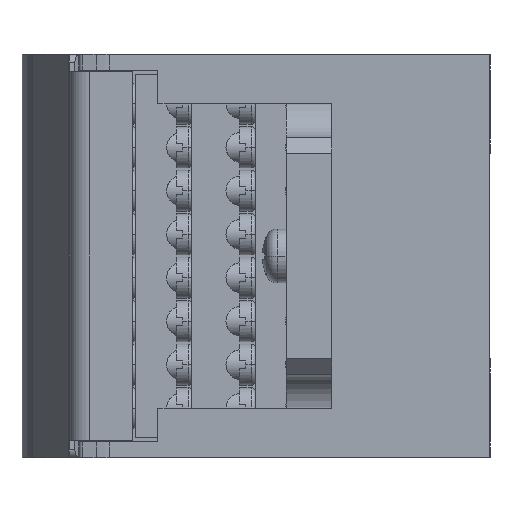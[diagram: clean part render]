
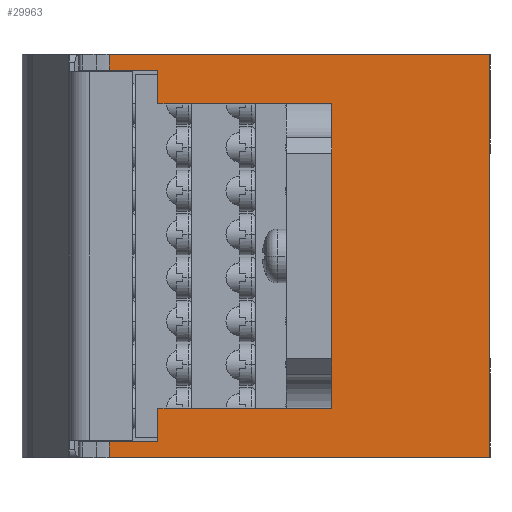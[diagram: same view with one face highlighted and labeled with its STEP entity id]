
A CAD part, left-side view. The second image highlights one B-rep face of the part: STEP entity #29963.
In plain terms, the highlighted planar face has unit normal (-1, 0, 0).
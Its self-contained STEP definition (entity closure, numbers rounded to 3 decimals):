
#1311=DIRECTION('',(0.,0.,-1.));
#1312=VECTOR('',#1311,4.25);
#1313=CARTESIAN_POINT('',(-21.,20.,-15.));
#1314=LINE('',#1313,#1312);
#1335=DIRECTION('',(0.,0.,-1.));
#1336=VECTOR('',#1335,4.25);
#1337=CARTESIAN_POINT('',(-21.,20.,19.25));
#1338=LINE('',#1337,#1336);
#8372=DIRECTION('',(0.,0.,1.));
#8373=VECTOR('',#8372,30.);
#8374=CARTESIAN_POINT('',(-21.,20.,-15.));
#8375=LINE('',#8374,#8373);
#8376=DIRECTION('',(0.,1.,0.));
#8377=VECTOR('',#8376,6.172);
#8378=CARTESIAN_POINT('',(-21.,42.,23.5));
#8379=LINE('',#8378,#8377);
#8380=DIRECTION('',(0.,0.,1.));
#8381=VECTOR('',#8380,2.);
#8382=CARTESIAN_POINT('',(-21.,48.172,23.5));
#8383=LINE('',#8382,#8381);
#8384=DIRECTION('',(0.,-1.,0.));
#8385=VECTOR('',#8384,48.172);
#8386=CARTESIAN_POINT('',(-21.,48.172,25.5));
#8387=LINE('',#8386,#8385);
#8388=DIRECTION('',(0.,0.,-1.));
#8389=VECTOR('',#8388,51.);
#8390=CARTESIAN_POINT('',(-21.,0.,25.5));
#8391=LINE('',#8390,#8389);
#8392=DIRECTION('',(0.,1.,0.));
#8393=VECTOR('',#8392,48.172);
#8394=CARTESIAN_POINT('',(-21.,0.,-25.5));
#8395=LINE('',#8394,#8393);
#8396=DIRECTION('',(0.,-1.,0.));
#8397=VECTOR('',#8396,6.172);
#8398=CARTESIAN_POINT('',(-21.,48.172,-23.5));
#8399=LINE('',#8398,#8397);
#8404=DIRECTION('',(0.,-1.,0.));
#8405=VECTOR('',#8404,22.);
#8406=CARTESIAN_POINT('',(-21.,42.,19.25));
#8407=LINE('',#8406,#8405);
#8412=DIRECTION('',(0.,0.,-1.));
#8413=VECTOR('',#8412,4.25);
#8414=CARTESIAN_POINT('',(-21.,42.,23.5));
#8415=LINE('',#8414,#8413);
#11239=DIRECTION('',(0.,0.,-1.));
#11240=VECTOR('',#11239,2.);
#11241=CARTESIAN_POINT('',(-21.,48.172,-23.5));
#11242=LINE('',#11241,#11240);
#11372=DIRECTION('',(0.,0.,-1.));
#11373=VECTOR('',#11372,4.25);
#11374=CARTESIAN_POINT('',(-21.,42.,-19.25));
#11375=LINE('',#11374,#11373);
#11392=DIRECTION('',(0.,1.,0.));
#11393=VECTOR('',#11392,22.);
#11394=CARTESIAN_POINT('',(-21.,20.,-19.25));
#11395=LINE('',#11394,#11393);
#15040=CARTESIAN_POINT('',(-21.,48.172,-25.5));
#15041=VERTEX_POINT('',#15040);
#15042=CARTESIAN_POINT('',(-21.,0.,-25.5));
#15043=VERTEX_POINT('',#15042);
#15060=CARTESIAN_POINT('',(-21.,0.,25.5));
#15061=VERTEX_POINT('',#15060);
#15062=CARTESIAN_POINT('',(-21.,48.172,25.5));
#15063=VERTEX_POINT('',#15062);
#15234=CARTESIAN_POINT('',(-21.,48.172,-23.5));
#15236=VERTEX_POINT('',#15234);
#15274=CARTESIAN_POINT('',(-21.,48.172,23.5));
#15275=VERTEX_POINT('',#15274);
#15277=CARTESIAN_POINT('',(-21.,42.,23.5));
#15279=VERTEX_POINT('',#15277);
#15304=CARTESIAN_POINT('',(-21.,42.,-23.5));
#15305=VERTEX_POINT('',#15304);
#15306=CARTESIAN_POINT('',(-21.,42.,-19.25));
#15307=VERTEX_POINT('',#15306);
#15308=CARTESIAN_POINT('',(-21.,20.,-19.25));
#15309=VERTEX_POINT('',#15308);
#15310=CARTESIAN_POINT('',(-21.,42.,19.25));
#15311=CARTESIAN_POINT('',(-21.,20.,19.25));
#15312=VERTEX_POINT('',#15310);
#15313=VERTEX_POINT('',#15311);
#18490=CARTESIAN_POINT('',(-21.,20.,-15.));
#18491=CARTESIAN_POINT('',(-21.,20.,15.));
#18492=VERTEX_POINT('',#18490);
#18493=VERTEX_POINT('',#18491);
#29931=CARTESIAN_POINT('',(-21.,24.086,0.));
#29932=DIRECTION('',(1.,0.,0.));
#29933=DIRECTION('',(0.,-1.,0.));
#29934=AXIS2_PLACEMENT_3D('',#29931,#29932,#29933);
#29935=PLANE('',#29934);
#29936=ORIENTED_EDGE('',*,*,#20462,.T.);
#29937=ORIENTED_EDGE('',*,*,#20351,.F.);
#29939=ORIENTED_EDGE('',*,*,#29938,.F.);
#29941=ORIENTED_EDGE('',*,*,#29940,.F.);
#29943=ORIENTED_EDGE('',*,*,#29942,.T.);
#29945=ORIENTED_EDGE('',*,*,#29944,.T.);
#29947=ORIENTED_EDGE('',*,*,#29946,.T.);
#29949=ORIENTED_EDGE('',*,*,#29948,.T.);
#29951=ORIENTED_EDGE('',*,*,#29950,.T.);
#29953=ORIENTED_EDGE('',*,*,#29952,.F.);
#29955=ORIENTED_EDGE('',*,*,#29954,.T.);
#29957=ORIENTED_EDGE('',*,*,#29956,.F.);
#29959=ORIENTED_EDGE('',*,*,#29958,.F.);
#29960=ORIENTED_EDGE('',*,*,#20335,.F.);
#29961=EDGE_LOOP('',(#29936,#29937,#29939,#29941,#29943,#29945,#29947,#29949,
#29951,#29953,#29955,#29957,#29959,#29960));
#29962=FACE_OUTER_BOUND('',#29961,.F.);
#20335=EDGE_CURVE('',#18492,#15309,#1314,.T.);
#20351=EDGE_CURVE('',#15313,#18493,#1338,.T.);
#20462=EDGE_CURVE('',#18492,#18493,#8375,.T.);
#29938=EDGE_CURVE('',#15312,#15313,#8407,.T.);
#29940=EDGE_CURVE('',#15279,#15312,#8415,.T.);
#29942=EDGE_CURVE('',#15279,#15275,#8379,.T.);
#29944=EDGE_CURVE('',#15275,#15063,#8383,.T.);
#29946=EDGE_CURVE('',#15063,#15061,#8387,.T.);
#29948=EDGE_CURVE('',#15061,#15043,#8391,.T.);
#29950=EDGE_CURVE('',#15043,#15041,#8395,.T.);
#29952=EDGE_CURVE('',#15236,#15041,#11242,.T.);
#29954=EDGE_CURVE('',#15236,#15305,#8399,.T.);
#29956=EDGE_CURVE('',#15307,#15305,#11375,.T.);
#29958=EDGE_CURVE('',#15309,#15307,#11395,.T.);
#29963=ADVANCED_FACE('',(#29962),#29935,.F.);
